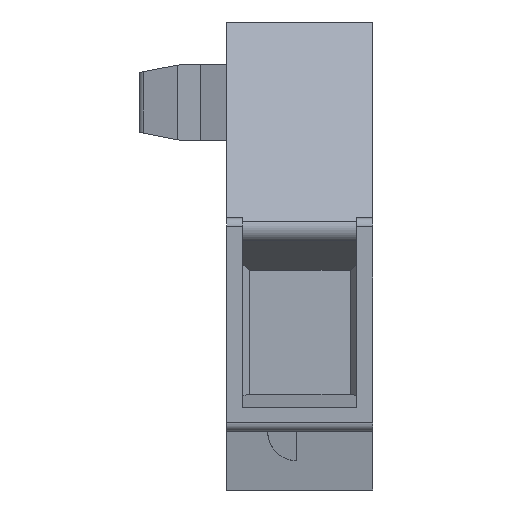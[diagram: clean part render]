
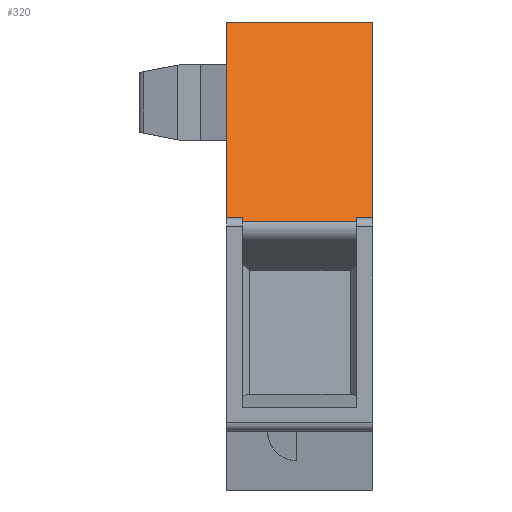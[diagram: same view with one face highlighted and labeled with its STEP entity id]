
A CAD part, left-side view. The second image highlights one B-rep face of the part: STEP entity #320.
In plain terms, the highlighted planar face has unit normal (-0.866, 0, 0.5).
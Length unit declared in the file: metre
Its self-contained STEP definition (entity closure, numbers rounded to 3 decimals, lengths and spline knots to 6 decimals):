
#320 = ADVANCED_FACE( '', ( #693 ), #694, .F. );
#693 = FACE_OUTER_BOUND( '', #1110, .T. );
#694 = PLANE( '', #1111 );
#1110 = EDGE_LOOP( '', ( #2045, #2046, #2047, #2048, #2049, #2050, #2051, #2052 ) );
#1111 = AXIS2_PLACEMENT_3D( '', #2053, #2054, #2055 );
#2045 = ORIENTED_EDGE( '', *, *, #2675, .F. );
#2046 = ORIENTED_EDGE( '', *, *, #2910, .F. );
#2047 = ORIENTED_EDGE( '', *, *, #2938, .T. );
#2048 = ORIENTED_EDGE( '', *, *, #2563, .T. );
#2049 = ORIENTED_EDGE( '', *, *, #2749, .T. );
#2050 = ORIENTED_EDGE( '', *, *, #2939, .F. );
#2051 = ORIENTED_EDGE( '', *, *, #2845, .T. );
#2052 = ORIENTED_EDGE( '', *, *, #2940, .T. );
#2053 = CARTESIAN_POINT( '', ( -0.011, -0.005, 0.007 ) );
#2054 = DIRECTION( '', ( 0.866, 0., -0.5 ) );
#2055 = DIRECTION( '', ( 0., -1., 0. ) );
#2563 = EDGE_CURVE( '', #3083, #3081, #3084, .F. );
#2675 = EDGE_CURVE( '', #3284, #3282, #3286, .T. );
#2749 = EDGE_CURVE( '', #3081, #3402, #3405, .T. );
#2845 = EDGE_CURVE( '', #3544, #3546, #3548, .F. );
#2910 = EDGE_CURVE( '', #3637, #3284, #3639, .F. );
#2938 = EDGE_CURVE( '', #3637, #3083, #3671, .F. );
#2939 = EDGE_CURVE( '', #3544, #3402, #3672, .T. );
#2940 = EDGE_CURVE( '', #3546, #3282, #3673, .T. );
#3081 = VERTEX_POINT( '', #3842 );
#3083 = VERTEX_POINT( '', #3844 );
#3084 = LINE( '', #3845, #3846 );
#3282 = VERTEX_POINT( '', #4131 );
#3284 = VERTEX_POINT( '', #4134 );
#3286 = LINE( '', #4137, #4138 );
#3402 = VERTEX_POINT( '', #4302 );
#3405 = LINE( '', #4305, #4306 );
#3544 = VERTEX_POINT( '', #4511 );
#3546 = VERTEX_POINT( '', #4514 );
#3548 = LINE( '', #4517, #4518 );
#3637 = VERTEX_POINT( '', #4650 );
#3639 = LINE( '', #4653, #4654 );
#3671 = LINE( '', #4700, #4701 );
#3672 = LINE( '', #4702, #4703 );
#3673 = LINE( '', #4704, #4705 );
#3842 = CARTESIAN_POINT( '', ( -0.01106, -0.00555, 0.006895 ) );
#3844 = CARTESIAN_POINT( '', ( -0.011, -0.00555, 0.007 ) );
#3845 = CARTESIAN_POINT( '', ( -0.011, -0.00555, 0.007 ) );
#3846 = VECTOR( '', #4892, 1. );
#4131 = CARTESIAN_POINT( '', ( -0.007132, -0.01, 0.0137 ) );
#4134 = CARTESIAN_POINT( '', ( -0.007132, -0.005, 0.0137 ) );
#4137 = CARTESIAN_POINT( '', ( -0.007132, -0.005, 0.0137 ) );
#4138 = VECTOR( '', #5000, 1. );
#4302 = CARTESIAN_POINT( '', ( -0.01106, -0.00945, 0.006895 ) );
#4305 = CARTESIAN_POINT( '', ( -0.01106, -0.00555, 0.006895 ) );
#4306 = VECTOR( '', #5079, 1. );
#4511 = CARTESIAN_POINT( '', ( -0.011, -0.00945, 0.007 ) );
#4514 = CARTESIAN_POINT( '', ( -0.011, -0.01, 0.007 ) );
#4517 = CARTESIAN_POINT( '', ( -0.011, -0.005, 0.007 ) );
#4518 = VECTOR( '', #5163, 1. );
#4650 = CARTESIAN_POINT( '', ( -0.011, -0.005, 0.007 ) );
#4653 = CARTESIAN_POINT( '', ( -0.00533, -0.005, 0.016821 ) );
#4654 = VECTOR( '', #5214, 1. );
#4700 = CARTESIAN_POINT( '', ( -0.011, -0.005, 0.007 ) );
#4701 = VECTOR( '', #5244, 1. );
#4702 = CARTESIAN_POINT( '', ( -0.01143, -0.00945, 0.006255 ) );
#4703 = VECTOR( '', #5245, 1. );
#4704 = CARTESIAN_POINT( '', ( -0.011, -0.01, 0.007 ) );
#4705 = VECTOR( '', #5246, 1. );
#4892 = DIRECTION( '', ( 0.5, 0., 0.866 ) );
#5000 = DIRECTION( '', ( 0., -1., 0. ) );
#5079 = DIRECTION( '', ( 0., -1., 0. ) );
#5163 = DIRECTION( '', ( 0., 1., 0. ) );
#5214 = DIRECTION( '', ( -0.5, 0., -0.866 ) );
#5244 = DIRECTION( '', ( 0., 1., 0. ) );
#5245 = DIRECTION( '', ( -0.5, 0., -0.866 ) );
#5246 = DIRECTION( '', ( 0.5, 0., 0.866 ) );
